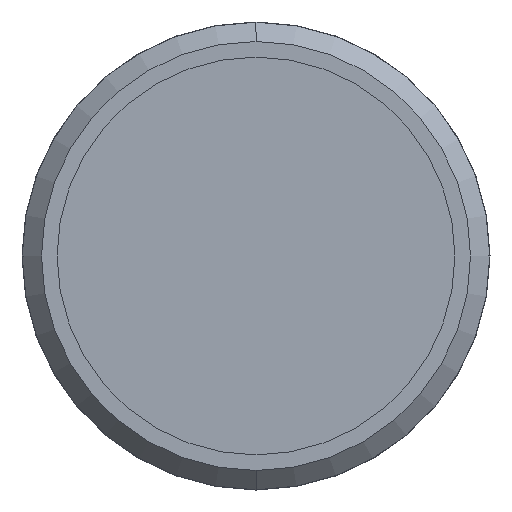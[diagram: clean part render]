
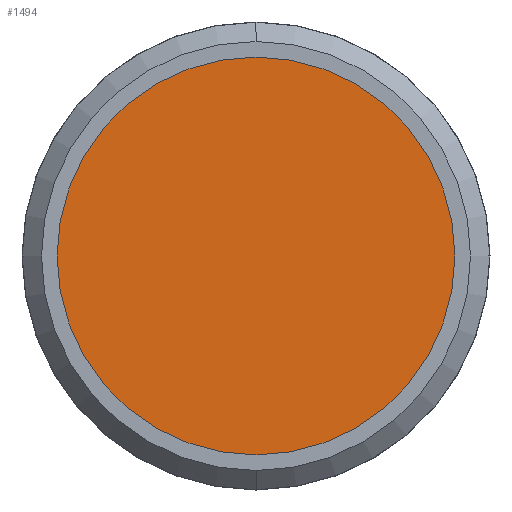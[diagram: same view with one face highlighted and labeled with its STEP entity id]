
A CAD part, front view. The second image highlights one B-rep face of the part: STEP entity #1494.
In plain terms, the highlighted planar face has unit normal (0, -1, 0).
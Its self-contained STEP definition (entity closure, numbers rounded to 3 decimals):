
#1494=ADVANCED_FACE('',(#2920),#2921,.T.);
#2920=FACE_OUTER_BOUND('',#4302,.T.);
#2921=PLANE('',#4303);
#4302=EDGE_LOOP('',(#7937,#7938));
#4303=AXIS2_PLACEMENT_3D('',#7939,#7940,#7941);
#7937=ORIENTED_EDGE('',*,*,#9305,.T.);
#7938=ORIENTED_EDGE('',*,*,#9318,.T.);
#7939=CARTESIAN_POINT('',(0.0,-0.01,3.825));
#7940=DIRECTION('',(0.0,-1.0,0.0));
#7941=DIRECTION('',(0.0,0.0,1.0));
#9305=EDGE_CURVE('',#11182,#11186,#11188,.T.);
#9318=EDGE_CURVE('',#11186,#11182,#11205,.T.);
#11182=VERTEX_POINT('',#13755);
#11186=VERTEX_POINT('',#13760);
#11188=CIRCLE('',#13763,7.65);
#11205=CIRCLE('',#13782,7.65);
#13755=CARTESIAN_POINT('',(0.0,-0.01,7.65));
#13760=CARTESIAN_POINT('',(0.,-0.01,-7.65));
#13763=AXIS2_PLACEMENT_3D('',#15642,#15643,#15644);
#13782=AXIS2_PLACEMENT_3D('',#15662,#15663,#15664);
#15642=CARTESIAN_POINT('',(0.0,-0.01,0.0));
#15643=DIRECTION('',(0.0,-1.0,0.0));
#15644=DIRECTION('',(0.0,0.0,1.0));
#15662=CARTESIAN_POINT('',(0.0,-0.01,0.0));
#15663=DIRECTION('',(0.0,-1.0,0.0));
#15664=DIRECTION('',(0.0,0.0,1.0));
